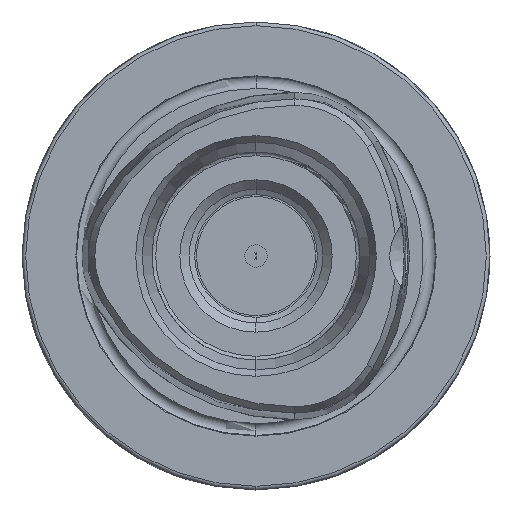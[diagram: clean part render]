
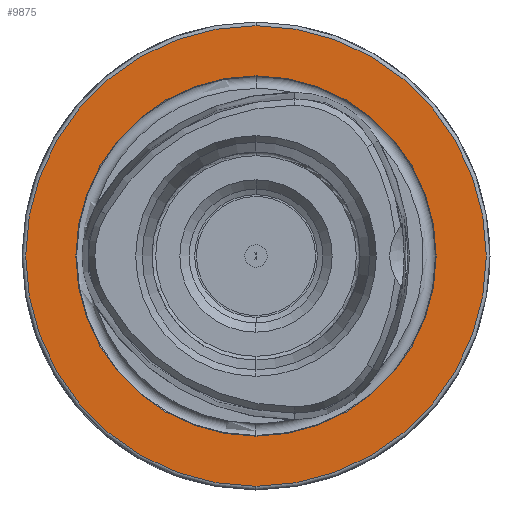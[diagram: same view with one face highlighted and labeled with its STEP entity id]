
A CAD part, left-side view. The second image highlights one B-rep face of the part: STEP entity #9875.
In plain terms, the highlighted planar face has unit normal (-1, 0, 0).
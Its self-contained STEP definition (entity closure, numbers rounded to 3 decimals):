
#53 = DIRECTION ( 'NONE',  ( -1., 0., 0. ) ) ;
#361 = EDGE_CURVE ( 'NONE', #5358, #6767, #9806, .T. ) ;
#934 = AXIS2_PLACEMENT_3D ( 'NONE', #7468, #7385, #8480 ) ;
#1849 = ORIENTED_EDGE ( 'NONE', *, *, #3060, .T. ) ;
#2186 = CARTESIAN_POINT ( 'NONE',  ( 0., 0., -24.25 ) ) ;
#2202 = FACE_BOUND ( 'NONE', #12821, .T. ) ;
#2464 = DIRECTION ( 'NONE',  ( 0., 0., -1. ) ) ;
#2526 = CIRCLE ( 'NONE', #9912, 31. ) ;
#2609 = CARTESIAN_POINT ( 'NONE',  ( 0., 0., -31. ) ) ;
#2955 = CARTESIAN_POINT ( 'NONE',  ( 0., 0., 0. ) ) ;
#3060 = EDGE_CURVE ( 'NONE', #12253, #7546, #3740, .T. ) ;
#3740 = CIRCLE ( 'NONE', #12805, 31. ) ;
#5358 = VERTEX_POINT ( 'NONE', #13079 ) ;
#5674 = CARTESIAN_POINT ( 'NONE',  ( 0., 0., 31. ) ) ;
#6202 = EDGE_CURVE ( 'NONE', #6767, #5358, #8229, .T. ) ;
#6337 = AXIS2_PLACEMENT_3D ( 'NONE', #2955, #8320, #12387 ) ;
#6676 = EDGE_CURVE ( 'NONE', #7546, #12253, #2526, .T. ) ;
#6767 = VERTEX_POINT ( 'NONE', #2186 ) ;
#7164 = ORIENTED_EDGE ( 'NONE', *, *, #6676, .T. ) ;
#7309 = DIRECTION ( 'NONE',  ( 0., 0., 1. ) ) ;
#7385 = DIRECTION ( 'NONE',  ( -1., 0., 0. ) ) ;
#7468 = CARTESIAN_POINT ( 'NONE',  ( 0., 0., 0. ) ) ;
#7546 = VERTEX_POINT ( 'NONE', #5674 ) ;
#8229 = CIRCLE ( 'NONE', #934, 24.25 ) ;
#8266 = EDGE_LOOP ( 'NONE', ( #7164, #1849 ) ) ;
#8320 = DIRECTION ( 'NONE',  ( -1., 0., 0. ) ) ;
#8480 = DIRECTION ( 'NONE',  ( 0., 0., 1. ) ) ;
#8797 = PLANE ( 'NONE',  #11777 ) ;
#9765 = ORIENTED_EDGE ( 'NONE', *, *, #6202, .F. ) ;
#9789 = DIRECTION ( 'NONE',  ( 1., 0., 0. ) ) ;
#9806 = CIRCLE ( 'NONE', #6337, 24.25 ) ;
#9875 = ADVANCED_FACE ( 'NONE', ( #2202, #13092 ), #8797, .F. ) ;
#9912 = AXIS2_PLACEMENT_3D ( 'NONE', #10377, #12512, #10340 ) ;
#10340 = DIRECTION ( 'NONE',  ( 0., 0., 1. ) ) ;
#10377 = CARTESIAN_POINT ( 'NONE',  ( 0., 0., 0. ) ) ;
#10425 = ORIENTED_EDGE ( 'NONE', *, *, #361, .F. ) ;
#10456 = CARTESIAN_POINT ( 'NONE',  ( 0., 0., 0. ) ) ;
#11777 = AXIS2_PLACEMENT_3D ( 'NONE', #11825, #9789, #2464 ) ;
#11825 = CARTESIAN_POINT ( 'NONE',  ( 0., 24.25, 0. ) ) ;
#12253 = VERTEX_POINT ( 'NONE', #2609 ) ;
#12387 = DIRECTION ( 'NONE',  ( 0., 0., 1. ) ) ;
#12512 = DIRECTION ( 'NONE',  ( -1., 0., 0. ) ) ;
#12805 = AXIS2_PLACEMENT_3D ( 'NONE', #10456, #53, #7309 ) ;
#12821 = EDGE_LOOP ( 'NONE', ( #10425, #9765 ) ) ;
#13079 = CARTESIAN_POINT ( 'NONE',  ( 0., 0., 24.25 ) ) ;
#13092 = FACE_OUTER_BOUND ( 'NONE', #8266, .T. ) ;
